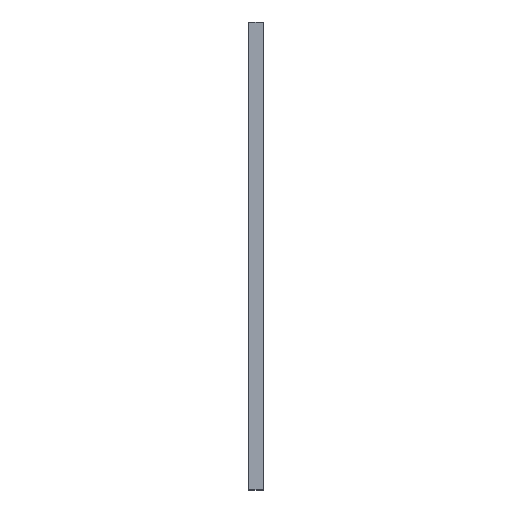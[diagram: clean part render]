
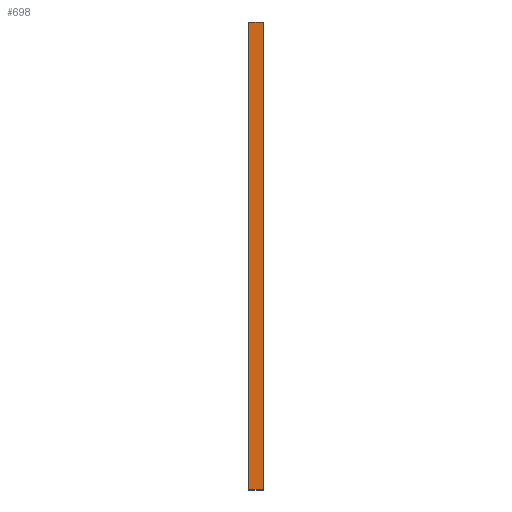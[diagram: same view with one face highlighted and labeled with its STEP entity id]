
A CAD part, top view. The second image highlights one B-rep face of the part: STEP entity #698.
In plain terms, the highlighted planar face has unit normal (0, 0, 1).
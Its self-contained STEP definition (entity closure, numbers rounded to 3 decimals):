
#46 = DIRECTION ( 'NONE',  ( 0., 1., 0. ) ) ;
#49 = VECTOR ( 'NONE', #1085, 1000. ) ;
#94 = LINE ( 'NONE', #207, #402 ) ;
#110 = CARTESIAN_POINT ( 'NONE',  ( 2., -32.145, 26. ) ) ;
#207 = CARTESIAN_POINT ( 'NONE',  ( 2., 32.145, 26. ) ) ;
#216 = VERTEX_POINT ( 'NONE', #700 ) ;
#224 = CARTESIAN_POINT ( 'NONE',  ( 0., 32.145, 26. ) ) ;
#254 = VERTEX_POINT ( 'NONE', #260 ) ;
#260 = CARTESIAN_POINT ( 'NONE',  ( 0., -32.145, 26. ) ) ;
#279 = VECTOR ( 'NONE', #46, 1000. ) ;
#296 = EDGE_CURVE ( 'NONE', #254, #1016, #941, .T. ) ;
#331 = VERTEX_POINT ( 'NONE', #370 ) ;
#335 = DIRECTION ( 'NONE',  ( 0., 0., 1. ) ) ;
#370 = CARTESIAN_POINT ( 'NONE',  ( 2., -32.145, 26. ) ) ;
#396 = EDGE_LOOP ( 'NONE', ( #455, #955, #788, #530 ) ) ;
#402 = VECTOR ( 'NONE', #914, 1000. ) ;
#404 = CARTESIAN_POINT ( 'NONE',  ( 2., 0., 26. ) ) ;
#455 = ORIENTED_EDGE ( 'NONE', *, *, #296, .F. ) ;
#509 = DIRECTION ( 'NONE',  ( 0., -1., 0. ) ) ;
#530 = ORIENTED_EDGE ( 'NONE', *, *, #920, .T. ) ;
#560 = LINE ( 'NONE', #110, #49 ) ;
#591 = CARTESIAN_POINT ( 'NONE',  ( 2., 0., 26. ) ) ;
#614 = VECTOR ( 'NONE', #755, 1000. ) ;
#678 = PLANE ( 'NONE',  #746 ) ;
#698 = ADVANCED_FACE ( 'NONE', ( #772 ), #678, .T. ) ;
#700 = CARTESIAN_POINT ( 'NONE',  ( 2., 32.145, 26. ) ) ;
#746 = AXIS2_PLACEMENT_3D ( 'NONE', #591, #335, #509 ) ;
#755 = DIRECTION ( 'NONE',  ( 0., 1., 0. ) ) ;
#772 = FACE_OUTER_BOUND ( 'NONE', #396, .T. ) ;
#788 = ORIENTED_EDGE ( 'NONE', *, *, #1104, .T. ) ;
#841 = LINE ( 'NONE', #404, #614 ) ;
#851 = CARTESIAN_POINT ( 'NONE',  ( 0., 0., 26. ) ) ;
#857 = EDGE_CURVE ( 'NONE', #331, #254, #560, .T. ) ;
#914 = DIRECTION ( 'NONE',  ( -1., 0., 0. ) ) ;
#920 = EDGE_CURVE ( 'NONE', #216, #1016, #94, .T. ) ;
#941 = LINE ( 'NONE', #851, #279 ) ;
#955 = ORIENTED_EDGE ( 'NONE', *, *, #857, .F. ) ;
#1016 = VERTEX_POINT ( 'NONE', #224 ) ;
#1085 = DIRECTION ( 'NONE',  ( -1., 0., 0. ) ) ;
#1104 = EDGE_CURVE ( 'NONE', #331, #216, #841, .T. ) ;
